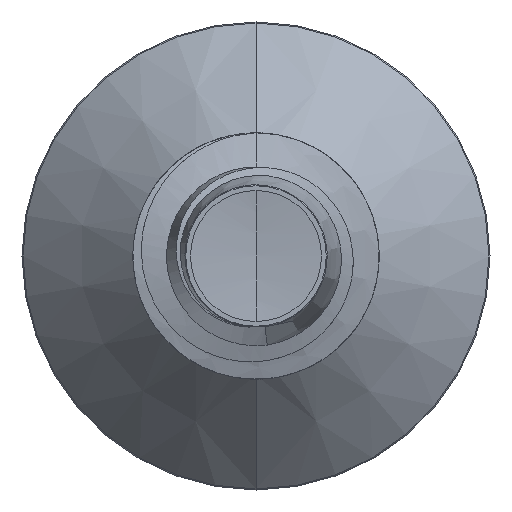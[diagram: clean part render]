
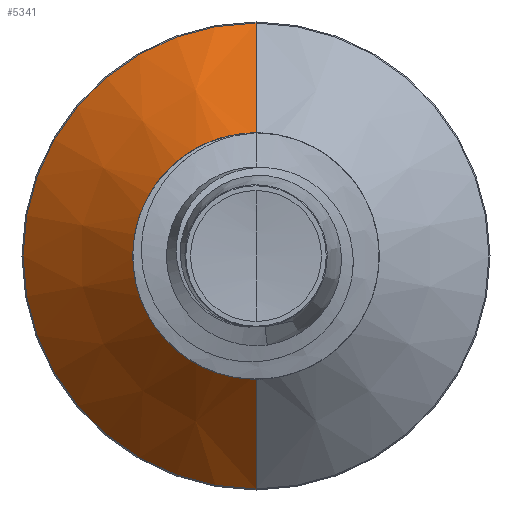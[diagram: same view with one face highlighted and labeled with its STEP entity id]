
A CAD part, front view. The second image highlights one B-rep face of the part: STEP entity #5341.
In plain terms, the highlighted conical face has half-angle 45 degrees and reference radius 0.97 mm.
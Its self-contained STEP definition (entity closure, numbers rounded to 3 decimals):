
#1058 = LINE ( 'NONE', #15298, #14292 ) ;
#1072 = AXIS2_PLACEMENT_3D ( 'NONE', #7265, #7225, #7206 ) ;
#1081 = LINE ( 'NONE', #11285, #8194 ) ;
#1659 = ORIENTED_EDGE ( 'NONE', *, *, #13458, .F. ) ;
#2534 = DIRECTION ( 'NONE',  ( 0., 0., 1. ) ) ;
#2555 = DIRECTION ( 'NONE',  ( 0., 1., 0. ) ) ;
#2591 = CARTESIAN_POINT ( 'NONE',  ( 0., 5.641, 0. ) ) ;
#3248 = ORIENTED_EDGE ( 'NONE', *, *, #5371, .T. ) ;
#3750 = VERTEX_POINT ( 'NONE', #10067 ) ;
#3977 = VERTEX_POINT ( 'NONE', #8484 ) ;
#4624 = AXIS2_PLACEMENT_3D ( 'NONE', #2591, #2555, #2534 ) ;
#5341 = ADVANCED_FACE ( 'NONE', ( #11575 ), #14318, .T. ) ;
#5371 = EDGE_CURVE ( 'NONE', #9039, #5632, #1081, .T. ) ;
#5632 = VERTEX_POINT ( 'NONE', #10374 ) ;
#5915 = CARTESIAN_POINT ( 'NONE',  ( 0., 4.72, 0.97 ) ) ;
#7206 = DIRECTION ( 'NONE',  ( 0., 0., 1. ) ) ;
#7225 = DIRECTION ( 'NONE',  ( 0., 1., 0. ) ) ;
#7265 = CARTESIAN_POINT ( 'NONE',  ( 0., 4.72, 0. ) ) ;
#7777 = ORIENTED_EDGE ( 'NONE', *, *, #11270, .T. ) ;
#8194 = VECTOR ( 'NONE', #11355, 1000. ) ;
#8484 = CARTESIAN_POINT ( 'NONE',  ( 0., 4.72, -0.97 ) ) ;
#9039 = VERTEX_POINT ( 'NONE', #5915 ) ;
#10067 = CARTESIAN_POINT ( 'NONE',  ( 0., 5.641, -1.891 ) ) ;
#10374 = CARTESIAN_POINT ( 'NONE',  ( 0., 5.641, 1.891 ) ) ;
#10985 = CIRCLE ( 'NONE', #1072, 0.97 ) ;
#11270 = EDGE_CURVE ( 'NONE', #3977, #9039, #10985, .T. ) ;
#11285 = CARTESIAN_POINT ( 'NONE',  ( 0., 4.72, 0.97 ) ) ;
#11338 = DIRECTION ( 'NONE',  ( 0., 0., 1. ) ) ;
#11355 = DIRECTION ( 'NONE',  ( 0., 0.707, 0.707 ) ) ;
#11413 = DIRECTION ( 'NONE',  ( 0., 1., 0. ) ) ;
#11575 = FACE_OUTER_BOUND ( 'NONE', #13500, .T. ) ;
#11654 = ORIENTED_EDGE ( 'NONE', *, *, #12512, .F. ) ;
#12269 = CARTESIAN_POINT ( 'NONE',  ( 0., 4.72, 0. ) ) ;
#12512 = EDGE_CURVE ( 'NONE', #3977, #3750, #1058, .T. ) ;
#13458 = EDGE_CURVE ( 'NONE', #3750, #5632, #15878, .T. ) ;
#13500 = EDGE_LOOP ( 'NONE', ( #11654, #7777, #3248, #1659 ) ) ;
#14292 = VECTOR ( 'NONE', #15341, 1000. ) ;
#14318 = CONICAL_SURFACE ( 'NONE', #14709, 0.97, 0.785 ) ;
#14709 = AXIS2_PLACEMENT_3D ( 'NONE', #12269, #11413, #11338 ) ;
#15298 = CARTESIAN_POINT ( 'NONE',  ( 0., 4.72, -0.97 ) ) ;
#15341 = DIRECTION ( 'NONE',  ( 0., 0.707, -0.707 ) ) ;
#15878 = CIRCLE ( 'NONE', #4624, 1.891 ) ;
